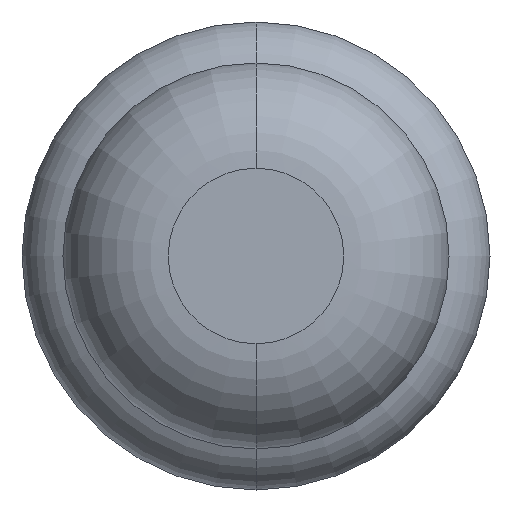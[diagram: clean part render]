
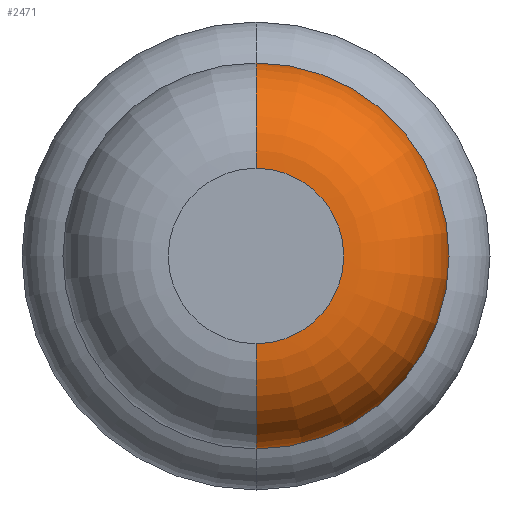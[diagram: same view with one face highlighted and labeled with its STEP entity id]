
A CAD part, front view. The second image highlights one B-rep face of the part: STEP entity #2471.
In plain terms, the highlighted toroidal (fillet/blend) face has major radius 0.375 mm and minor radius 0.45 mm.
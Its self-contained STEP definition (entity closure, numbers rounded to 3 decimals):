
#76 = CIRCLE ( 'NONE', #2515, 0.45 ) ;
#126 = FACE_OUTER_BOUND ( 'NONE', #3043, .T. ) ;
#167 = TOROIDAL_SURFACE ( 'NONE', #1828, 0.375, 0.45 ) ;
#211 = CARTESIAN_POINT ( 'NONE',  ( 0., -29.95, -0.825 ) ) ;
#449 = CIRCLE ( 'NONE', #3768, 0.45 ) ;
#470 = VERTEX_POINT ( 'NONE', #211 ) ;
#489 = CARTESIAN_POINT ( 'NONE',  ( 0., -30.4, 0. ) ) ;
#493 = EDGE_CURVE ( 'Defeature ausgef�hrt1_7+Defeature ausgef�hrt1_6+Defeature ausgef�hrt1_6+Defeature ausgef�hrt1_6', #3086, #470, #2731, .T. ) ;
#523 = DIRECTION ( 'NONE',  ( 0., 1., 0. ) ) ;
#537 = CARTESIAN_POINT ( 'NONE',  ( 0., -29.95, 0. ) ) ;
#691 = CARTESIAN_POINT ( 'NONE',  ( 0., -30.4, -0.375 ) ) ;
#769 = ORIENTED_EDGE ( 'NONE', *, *, #3984, .T. ) ;
#809 = DIRECTION ( 'NONE',  ( 0., 1., 0. ) ) ;
#849 = DIRECTION ( 'NONE',  ( 0., 1., 0. ) ) ;
#866 = DIRECTION ( 'NONE',  ( 0., 0., 1. ) ) ;
#972 = ORIENTED_EDGE ( 'NONE', *, *, #1050, .T. ) ;
#1050 = EDGE_CURVE ( 'NONE', #1451, #470, #449, .T. ) ;
#1123 = VERTEX_POINT ( 'NONE', #3558 ) ;
#1159 = DIRECTION ( 'NONE',  ( 0., 0., 1. ) ) ;
#1265 = AXIS2_PLACEMENT_3D ( 'NONE', #489, #809, #1482 ) ;
#1451 = VERTEX_POINT ( 'NONE', #691 ) ;
#1482 = DIRECTION ( 'NONE',  ( 0., 0., 1. ) ) ;
#1828 = AXIS2_PLACEMENT_3D ( 'NONE', #537, #523, #1159 ) ;
#1853 = DIRECTION ( 'NONE',  ( -1., 0., 0. ) ) ;
#2156 = ORIENTED_EDGE ( 'NONE', *, *, #3709, .F. ) ;
#2220 = AXIS2_PLACEMENT_3D ( 'NONE', #3921, #849, #2354 ) ;
#2235 = ORIENTED_EDGE ( 'NONE', *, *, #493, .F. ) ;
#2354 = DIRECTION ( 'NONE',  ( 0., 0., 1. ) ) ;
#2471 = ADVANCED_FACE ( 'Defeature ausgef�hrt1_6', ( #126 ), #167, .T. ) ;
#2515 = AXIS2_PLACEMENT_3D ( 'NONE', #3705, #1853, #866 ) ;
#2594 = DIRECTION ( 'NONE',  ( 0., 0., -1. ) ) ;
#2731 = CIRCLE ( 'NONE', #2220, 0.825 ) ;
#3043 = EDGE_LOOP ( 'NONE', ( #769, #972, #2235, #2156 ) ) ;
#3086 = VERTEX_POINT ( 'NONE', #3122 ) ;
#3122 = CARTESIAN_POINT ( 'NONE',  ( 0., -29.95, 0.825 ) ) ;
#3219 = CIRCLE ( 'NONE', #1265, 0.375 ) ;
#3543 = CARTESIAN_POINT ( 'NONE',  ( 0., -29.95, -0.375 ) ) ;
#3558 = CARTESIAN_POINT ( 'NONE',  ( 0., -30.4, 0.375 ) ) ;
#3705 = CARTESIAN_POINT ( 'NONE',  ( 0., -29.95, 0.375 ) ) ;
#3709 = EDGE_CURVE ( 'NONE', #1123, #3086, #76, .T. ) ;
#3768 = AXIS2_PLACEMENT_3D ( 'NONE', #3543, #3857, #2594 ) ;
#3857 = DIRECTION ( 'NONE',  ( 1., 0., 0. ) ) ;
#3921 = CARTESIAN_POINT ( 'NONE',  ( 0., -29.95, 0. ) ) ;
#3984 = EDGE_CURVE ( 'Defeature ausgef�hrt1_6+Defeature ausgef�hrt1_5+Defeature ausgef�hrt1_5+Defeature ausgef�hrt1_5', #1123, #1451, #3219, .T. ) ;
